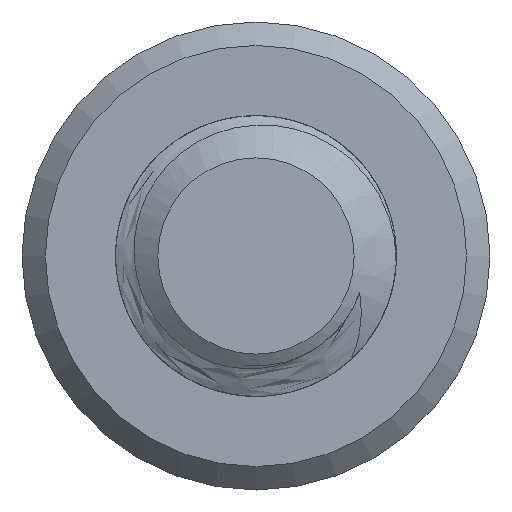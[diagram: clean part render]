
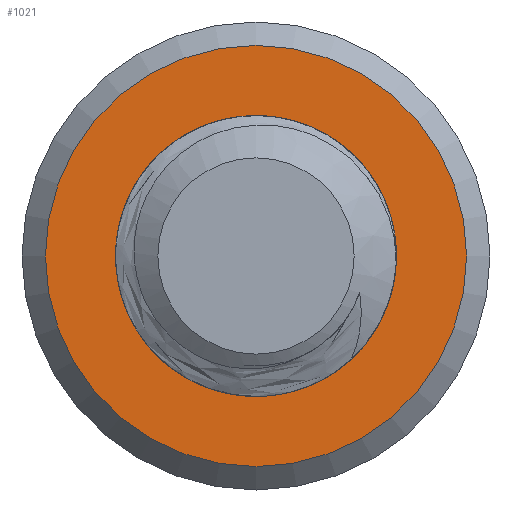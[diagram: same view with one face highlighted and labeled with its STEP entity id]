
A CAD part, left-side view. The second image highlights one B-rep face of the part: STEP entity #1021.
In plain terms, the highlighted face is planar.
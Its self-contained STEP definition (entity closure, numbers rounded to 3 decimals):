
#20=FACE_BOUND('',#157,.T.);
#23=PLANE('',#1110);
#95=FACE_OUTER_BOUND('',#156,.T.);
#156=EDGE_LOOP('',(#890));
#157=EDGE_LOOP('',(#891,#892,#893,#894));
#170=CIRCLE('',#1050,3.);
#174=CIRCLE('',#1090,4.5);
#180=CIRCLE('',#1101,2.35);
#265=B_SPLINE_CURVE_WITH_KNOTS('',3,(#4642,#4643,#4644,#4645,#4646,#4647,
#4648,#4649,#4650,#4651,#4652,#4653,#4654,#4655,#4656,#4657,#4658,#4659),
 .UNSPECIFIED.,.F.,.F.,(4,2,2,2,2,2,2,2,4),(0.,0.063,0.123,
0.214,0.337,0.493,0.643,
0.689,0.721),.UNSPECIFIED.);
#266=B_SPLINE_CURVE_WITH_KNOTS('',3,(#5166,#5167,#5168,#5169,#5170,#5171,
#5172,#5173,#5174,#5175,#5176,#5177,#5178,#5179,#5180,#5181,#5182,#5183),
 .UNSPECIFIED.,.F.,.F.,(4,2,2,2,2,2,2,2,4),(0.,0.084,0.161,
0.268,0.31,0.377,0.449,
0.51,0.597),.UNSPECIFIED.);
#373=VERTEX_POINT('',#1336);
#374=VERTEX_POINT('',#1349);
#449=VERTEX_POINT('',#4021);
#458=VERTEX_POINT('',#4092);
#459=VERTEX_POINT('',#4105);
#472=EDGE_CURVE('',#373,#374,#170,.T.);
#583=EDGE_CURVE('',#449,#449,#174,.T.);
#597=EDGE_CURVE('',#459,#458,#180,.T.);
#601=EDGE_CURVE('',#458,#374,#265,.T.);
#602=EDGE_CURVE('',#373,#459,#266,.T.);
#890=ORIENTED_EDGE('',*,*,#583,.T.);
#891=ORIENTED_EDGE('',*,*,#472,.F.);
#892=ORIENTED_EDGE('',*,*,#602,.T.);
#893=ORIENTED_EDGE('',*,*,#597,.T.);
#894=ORIENTED_EDGE('',*,*,#601,.T.);
#1021=ADVANCED_FACE('',(#95,#20),#23,.F.);
#1050=AXIS2_PLACEMENT_3D('',#1350,#1131,#1132);
#1090=AXIS2_PLACEMENT_3D('',#4023,#1247,#1248);
#1101=AXIS2_PLACEMENT_3D('',#4106,#1272,#1273);
#1110=AXIS2_PLACEMENT_3D('',#5195,#1290,#1291);
#1131=DIRECTION('center_axis',(0.,0.,1.));
#1132=DIRECTION('ref_axis',(1.,0.,0.));
#1247=DIRECTION('center_axis',(0.,0.,1.));
#1248=DIRECTION('ref_axis',(-1.,0.,0.));
#1272=DIRECTION('center_axis',(0.,0.,-1.));
#1273=DIRECTION('ref_axis',(1.,0.,0.));
#1290=DIRECTION('center_axis',(0.,0.,-1.));
#1291=DIRECTION('ref_axis',(-1.,0.,0.));
#1336=CARTESIAN_POINT('',(0.,3.,-18.));
#1349=CARTESIAN_POINT('',(-2.102,2.141,-18.));
#1350=CARTESIAN_POINT('Origin',(0.,0.,-18.));
#4021=CARTESIAN_POINT('',(4.5,0.,-18.));
#4023=CARTESIAN_POINT('Origin',(0.,0.,-18.));
#4092=CARTESIAN_POINT('',(0.,-2.35,-18.));
#4105=CARTESIAN_POINT('',(1.647,-1.677,-18.));
#4106=CARTESIAN_POINT('Origin',(0.,0.,-18.));
#4642=CARTESIAN_POINT('Ctrl Pts',(0.,-2.35,
-18.));
#4643=CARTESIAN_POINT('Ctrl Pts',(-0.207,-2.373,
-18.));
#4644=CARTESIAN_POINT('Ctrl Pts',(-0.417,-2.368,-18.));
#4645=CARTESIAN_POINT('Ctrl Pts',(-0.822,-2.309,
-18.));
#4646=CARTESIAN_POINT('Ctrl Pts',(-1.016,-2.256,-18.));
#4647=CARTESIAN_POINT('Ctrl Pts',(-1.484,-2.065,-18.));
#4648=CARTESIAN_POINT('Ctrl Pts',(-1.742,-1.898,-18.));
#4649=CARTESIAN_POINT('Ctrl Pts',(-2.262,-1.408,-18.));
#4650=CARTESIAN_POINT('Ctrl Pts',(-2.446,-1.095,-18.));
#4651=CARTESIAN_POINT('Ctrl Pts',(-2.703,-0.516,-18.));
#4652=CARTESIAN_POINT('Ctrl Pts',(-2.784,-0.168,
-18.));
#4653=CARTESIAN_POINT('Ctrl Pts',(-2.809,0.526,-18.));
#4654=CARTESIAN_POINT('Ctrl Pts',(-2.758,0.864,-18.));
#4655=CARTESIAN_POINT('Ctrl Pts',(-2.614,1.284,-18.));
#4656=CARTESIAN_POINT('Ctrl Pts',(-2.544,1.472,-18.));
#4657=CARTESIAN_POINT('Ctrl Pts',(-2.323,1.854,-18.));
#4658=CARTESIAN_POINT('Ctrl Pts',(-2.219,2.002,-18.));
#4659=CARTESIAN_POINT('Ctrl Pts',(-2.102,2.141,-18.));
#5166=CARTESIAN_POINT('Ctrl Pts',(0.,3.,
-18.));
#5167=CARTESIAN_POINT('Ctrl Pts',(0.279,2.977,-18.));
#5168=CARTESIAN_POINT('Ctrl Pts',(0.554,2.912,-18.));
#5169=CARTESIAN_POINT('Ctrl Pts',(1.051,2.715,-18.));
#5170=CARTESIAN_POINT('Ctrl Pts',(1.274,2.59,-18.));
#5171=CARTESIAN_POINT('Ctrl Pts',(1.763,2.221,-18.));
#5172=CARTESIAN_POINT('Ctrl Pts',(2.006,1.953,-18.));
#5173=CARTESIAN_POINT('Ctrl Pts',(2.265,1.528,-18.));
#5174=CARTESIAN_POINT('Ctrl Pts',(2.347,1.374,-18.));
#5175=CARTESIAN_POINT('Ctrl Pts',(2.525,0.906,-18.));
#5176=CARTESIAN_POINT('Ctrl Pts',(2.582,0.601,-18.));
#5177=CARTESIAN_POINT('Ctrl Pts',(2.584,-0.034,-18.));
#5178=CARTESIAN_POINT('Ctrl Pts',(2.522,-0.357,-18.));
#5179=CARTESIAN_POINT('Ctrl Pts',(2.298,-0.92,-18.));
#5180=CARTESIAN_POINT('Ctrl Pts',(2.173,-1.109,-18.));
#5181=CARTESIAN_POINT('Ctrl Pts',(1.961,-1.398,-18.));
#5182=CARTESIAN_POINT('Ctrl Pts',(1.813,-1.549,-18.));
#5183=CARTESIAN_POINT('Ctrl Pts',(1.647,-1.677,-18.));
#5195=CARTESIAN_POINT('Origin',(0.,0.,-18.));
